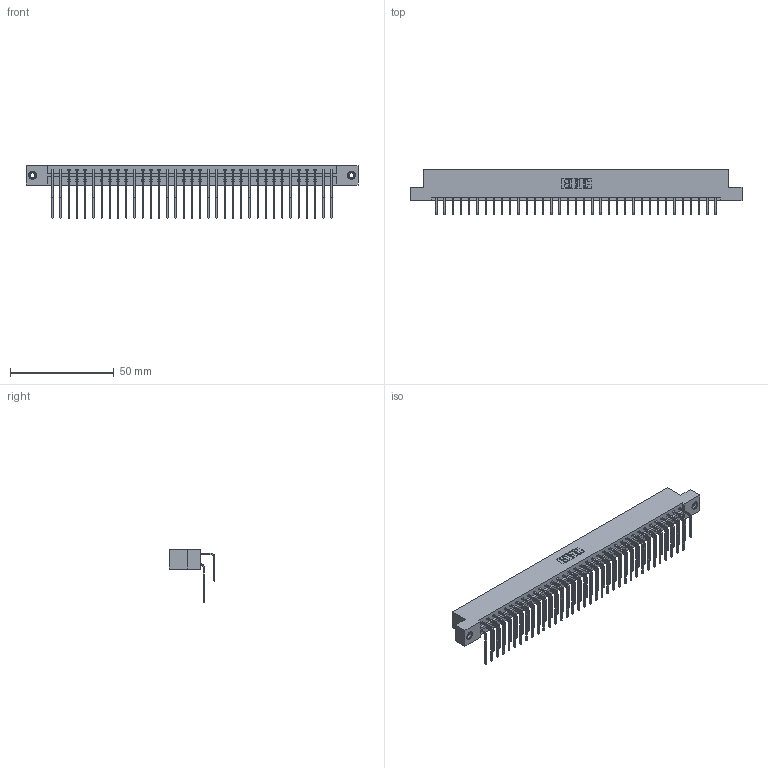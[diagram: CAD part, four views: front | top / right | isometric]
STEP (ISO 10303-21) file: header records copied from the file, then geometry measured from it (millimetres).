
FILE_DESCRIPTION (( 'STEP AP203' ), '1' );
FILE_NAME ('833-070-558-208.STEP', '2020-06-05T13:08:53', ( '' ), ( '' ), 'SwSTEP 2.0', 'SolidWorks 2020', '' );
FILE_SCHEMA (( 'CONFIG_CONTROL_DESIGN' ));
Length unit declared in the file: inch
Products named in the file (5): 345-250-001_345-250-003-102; 833 Part_Flush - .156 Dia - TI; 345-292-001_558 Tail - 2; 833-070-558-208; 345-292-001_558 559 Tail - 1
Assembly tree (73 placements, depth 2):
  833-070-558-208
    833 Part_Flush - .156 Dia - TI
    345-292-001_558 559 Tail - 1  x35
    345-292-001_558 Tail - 2  x35
    345-250-001_345-250-003-102  x2
Bounding box: 160.22 x 22.17 x 25.53 mm (x, y, z)
Volume: 16689.7 mm3; surface area: 21689.3 mm2
Topology: 73 solids, 73 shells, 3954 faces, 11717 edges, 7710 vertices
Faces by surface type: plane 2762, cylinder 1176, cone 12, torus 4
Entity records: 26392 total; most frequent: CARTESIAN_POINT 4416, ORIENTED_EDGE 4294, DIRECTION 3797, EDGE_CURVE 2147, LINE 1959, VECTOR 1959, VERTEX_POINT 1424, AXIS2_PLACEMENT_3D 919
